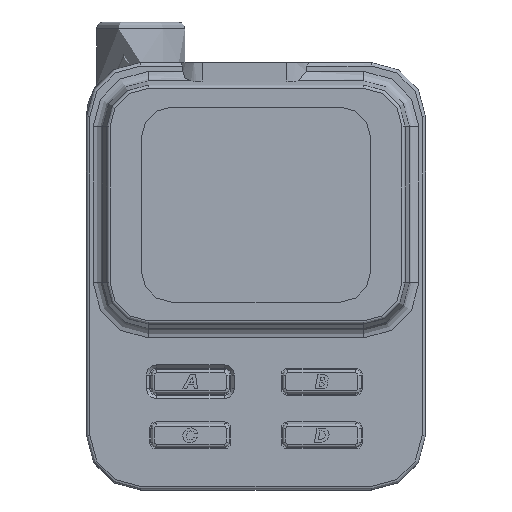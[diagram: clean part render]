
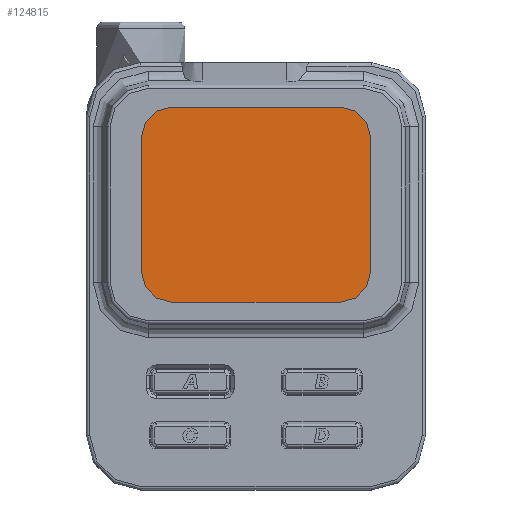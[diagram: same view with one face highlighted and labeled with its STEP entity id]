
A CAD part, top view. The second image highlights one B-rep face of the part: STEP entity #124815.
In plain terms, the highlighted planar face has unit normal (0, 0, 1).
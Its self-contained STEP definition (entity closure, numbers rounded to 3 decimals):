
#8379=CIRCLE('',#132609,4.5);
#8381=CIRCLE('',#132613,4.5);
#8383=CIRCLE('',#132617,4.5);
#8385=CIRCLE('',#132621,4.5);
#12123=FACE_OUTER_BOUND('',#19119,.T.);
#19119=EDGE_LOOP('',(#83386,#83387,#83388,#83389,#83390,#83391,#83392,#83393));
#26634=LINE('',#172547,#39520);
#26639=LINE('',#172560,#39525);
#26643=LINE('',#172572,#39529);
#26647=LINE('',#172584,#39533);
#39520=VECTOR('',#141629,10.);
#39525=VECTOR('',#141642,10.);
#39529=VECTOR('',#141654,10.);
#39533=VECTOR('',#141666,10.);
#52406=VERTEX_POINT('',#172544);
#52407=VERTEX_POINT('',#172546);
#52409=VERTEX_POINT('',#172552);
#52411=VERTEX_POINT('',#172558);
#52413=VERTEX_POINT('',#172564);
#52415=VERTEX_POINT('',#172570);
#52417=VERTEX_POINT('',#172576);
#52419=VERTEX_POINT('',#172582);
#64629=EDGE_CURVE('',#52406,#52407,#26634,.T.);
#64633=EDGE_CURVE('',#52409,#52406,#8379,.T.);
#64636=EDGE_CURVE('',#52411,#52409,#26639,.T.);
#64639=EDGE_CURVE('',#52413,#52411,#8381,.T.);
#64642=EDGE_CURVE('',#52415,#52413,#26643,.T.);
#64645=EDGE_CURVE('',#52417,#52415,#8383,.T.);
#64648=EDGE_CURVE('',#52419,#52417,#26647,.T.);
#64650=EDGE_CURVE('',#52407,#52419,#8385,.T.);
#83386=ORIENTED_EDGE('',*,*,#64650,.F.);
#83387=ORIENTED_EDGE('',*,*,#64629,.F.);
#83388=ORIENTED_EDGE('',*,*,#64633,.F.);
#83389=ORIENTED_EDGE('',*,*,#64636,.F.);
#83390=ORIENTED_EDGE('',*,*,#64639,.F.);
#83391=ORIENTED_EDGE('',*,*,#64642,.F.);
#83392=ORIENTED_EDGE('',*,*,#64645,.F.);
#83393=ORIENTED_EDGE('',*,*,#64648,.F.);
#120803=PLANE('',#132622);
#124815=ADVANCED_FACE('',(#12123),#120803,.T.);
#132609=AXIS2_PLACEMENT_3D('',#172554,#141636,#141637);
#132613=AXIS2_PLACEMENT_3D('',#172566,#141648,#141649);
#132617=AXIS2_PLACEMENT_3D('',#172578,#141660,#141661);
#132621=AXIS2_PLACEMENT_3D('',#172587,#141671,#141672);
#132622=AXIS2_PLACEMENT_3D('',#172588,#141673,#141674);
#141629=DIRECTION('',(0.,-1.,0.));
#141636=DIRECTION('center_axis',(0.,0.,
-1.));
#141637=DIRECTION('ref_axis',(1.,0.,0.));
#141642=DIRECTION('',(1.,0.,0.));
#141648=DIRECTION('center_axis',(0.,0.,
-1.));
#141649=DIRECTION('ref_axis',(0.,1.,0.));
#141654=DIRECTION('',(0.,1.,0.));
#141660=DIRECTION('center_axis',(0.,0.,
-1.));
#141661=DIRECTION('ref_axis',(-1.,0.,0.));
#141666=DIRECTION('',(-1.,0.,0.));
#141671=DIRECTION('center_axis',(0.,0.,
-1.));
#141672=DIRECTION('ref_axis',(0.,-1.,0.));
#141673=DIRECTION('center_axis',(0.,0.,
1.));
#141674=DIRECTION('ref_axis',(0.,1.,0.));
#172544=CARTESIAN_POINT('',(14.385,12.335,1.46));
#172546=CARTESIAN_POINT('',(14.385,-12.495,1.46));
#172547=CARTESIAN_POINT('',(14.385,-14.785,1.46));
#172552=CARTESIAN_POINT('',(9.885,16.835,1.46));
#172554=CARTESIAN_POINT('Origin',(9.885,12.335,1.46));
#172558=CARTESIAN_POINT('',(-9.885,16.835,1.46));
#172560=CARTESIAN_POINT('',(9.885,16.835,1.46));
#172564=CARTESIAN_POINT('',(-14.385,12.335,1.46));
#172566=CARTESIAN_POINT('Origin',(-9.885,12.335,1.46));
#172570=CARTESIAN_POINT('',(-14.385,-12.495,1.46));
#172572=CARTESIAN_POINT('',(-14.385,12.335,1.46));
#172576=CARTESIAN_POINT('',(-9.885,-16.995,1.46));
#172578=CARTESIAN_POINT('Origin',(-9.885,-12.495,1.46));
#172582=CARTESIAN_POINT('',(9.885,-16.995,1.46));
#172584=CARTESIAN_POINT('',(9.885,-16.995,1.46));
#172587=CARTESIAN_POINT('Origin',(9.885,-12.495,1.46));
#172588=CARTESIAN_POINT('Origin',(0.,-0.08,
1.46));
